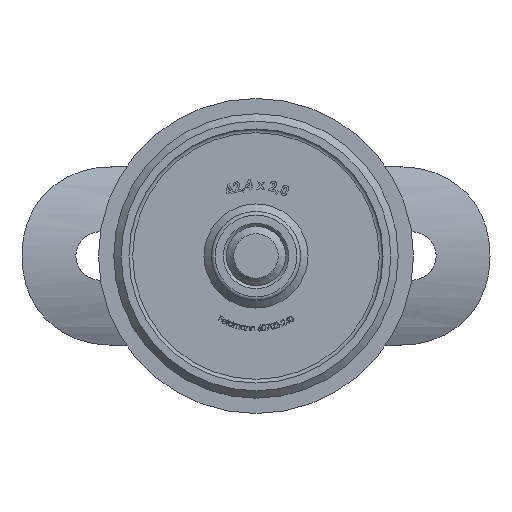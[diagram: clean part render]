
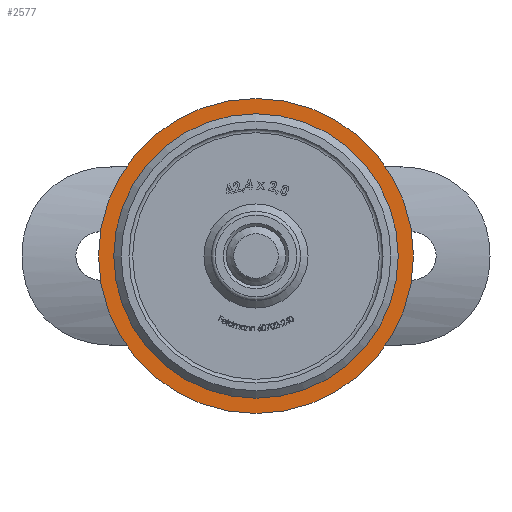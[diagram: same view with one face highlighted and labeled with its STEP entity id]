
A CAD part, front view. The second image highlights one B-rep face of the part: STEP entity #2577.
In plain terms, the highlighted planar face has unit normal (0, -1, 0).
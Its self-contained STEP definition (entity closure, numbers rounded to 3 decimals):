
#225 = EDGE_CURVE ( 'NONE', #4543, #4543, #7749, .T. ) ;
#380 = EDGE_LOOP ( 'NONE', ( #13781 ) ) ;
#537 = CARTESIAN_POINT ( 'NONE',  ( 21.2, 20., 0. ) ) ;
#1440 = EDGE_CURVE ( 'NONE', #12774, #12774, #11450, .T. ) ;
#2577 = ADVANCED_FACE ( 'NONE', ( #20264, #11984 ), #20952, .T. ) ;
#2777 = AXIS2_PLACEMENT_3D ( 'NONE', #14403, #12560, #21306 ) ;
#3116 = CARTESIAN_POINT ( 'NONE',  ( 0., 20., -18.95 ) ) ;
#3848 = DIRECTION ( 'NONE',  ( 0., 0., -1. ) ) ;
#4543 = VERTEX_POINT ( 'NONE', #3116 ) ;
#6417 = DIRECTION ( 'NONE',  ( 0., -1., 0. ) ) ;
#7749 = CIRCLE ( 'NONE', #2777, 18.95 ) ;
#9084 = DIRECTION ( 'NONE',  ( 0., -1., 0. ) ) ;
#9785 = CARTESIAN_POINT ( 'NONE',  ( 0., 20., -21.2 ) ) ;
#10350 = AXIS2_PLACEMENT_3D ( 'NONE', #537, #9084, #3848 ) ;
#11450 = CIRCLE ( 'NONE', #14283, 21.2 ) ;
#11984 = FACE_BOUND ( 'NONE', #18972, .T. ) ;
#12560 = DIRECTION ( 'NONE',  ( 0., -1., 0. ) ) ;
#12774 = VERTEX_POINT ( 'NONE', #9785 ) ;
#13156 = CARTESIAN_POINT ( 'NONE',  ( 0., 20., 0. ) ) ;
#13781 = ORIENTED_EDGE ( 'NONE', *, *, #1440, .T. ) ;
#14283 = AXIS2_PLACEMENT_3D ( 'NONE', #13156, #6417, #19933 ) ;
#14369 = ORIENTED_EDGE ( 'NONE', *, *, #225, .F. ) ;
#14403 = CARTESIAN_POINT ( 'NONE',  ( 0., 20., 0. ) ) ;
#18972 = EDGE_LOOP ( 'NONE', ( #14369 ) ) ;
#19933 = DIRECTION ( 'NONE',  ( 0., 0., -1. ) ) ;
#20264 = FACE_OUTER_BOUND ( 'NONE', #380, .T. ) ;
#20952 = PLANE ( 'NONE',  #10350 ) ;
#21306 = DIRECTION ( 'NONE',  ( 0., 0., -1. ) ) ;
